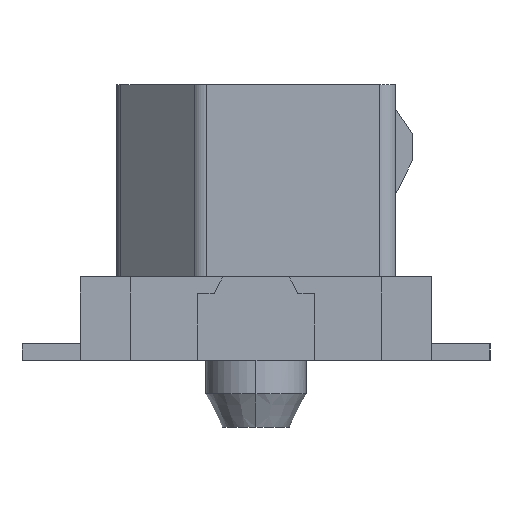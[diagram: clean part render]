
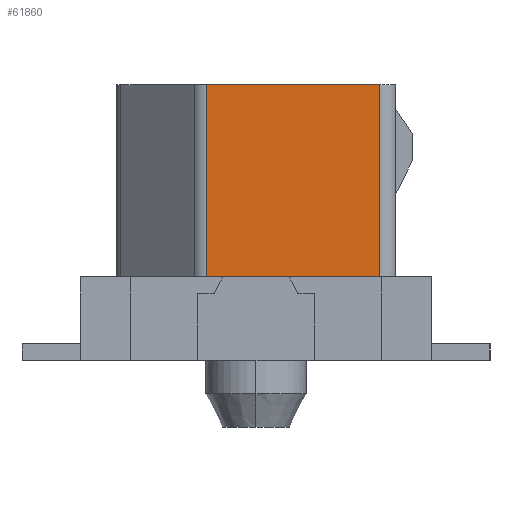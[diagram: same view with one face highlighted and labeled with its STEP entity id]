
A CAD part, left-side view. The second image highlights one B-rep face of the part: STEP entity #61860.
In plain terms, the highlighted planar face has unit normal (-1, 0, 0).
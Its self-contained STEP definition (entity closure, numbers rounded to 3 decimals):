
#61470=CARTESIAN_POINT('',(19.202,30.59,-2.415));
#61480=DIRECTION('',(1.,0.,0.));
#61490=DIRECTION('',(0.,0.,-1.));
#61500=AXIS2_PLACEMENT_3D('',#61470,#61480,#61490);
#61510=PLANE('',#61500);
#61520=CARTESIAN_POINT('',(19.202,0.,-2.3));
#61530=DIRECTION('',(0.,-1.,0.));
#61540=VECTOR('',#61530,1.);
#61550=LINE('',#61520,#61540);
#61560=CARTESIAN_POINT('',(19.202,32.76,-2.3));
#61570=VERTEX_POINT('',#61560);
#61580=CARTESIAN_POINT('',(19.202,30.693,-2.3));
#61590=VERTEX_POINT('',#61580);
#61600=EDGE_CURVE('',#61570,#61590,#61550,.T.);
#61610=ORIENTED_EDGE('',*,*,#61600,.T.);
#61620=CARTESIAN_POINT('',(19.202,32.76,-2.415));
#61630=DIRECTION('',(0.,0.,1.));
#61640=VECTOR('',#61630,1.);
#61650=LINE('',#61620,#61640);
#61660=CARTESIAN_POINT('',(19.202,32.76,0.));
#61670=VERTEX_POINT('',#61660);
#61680=EDGE_CURVE('',#61570,#61670,#61650,.T.);
#61690=ORIENTED_EDGE('',*,*,#61680,.F.);
#61700=CARTESIAN_POINT('',(19.202,0.,0.));
#61710=DIRECTION('',(0.,-1.,0.));
#61720=VECTOR('',#61710,1.);
#61730=LINE('',#61700,#61720);
#61740=CARTESIAN_POINT('',(19.202,30.693,0.));
#61750=VERTEX_POINT('',#61740);
#61760=EDGE_CURVE('',#61670,#61750,#61730,.T.);
#61770=ORIENTED_EDGE('',*,*,#61760,.F.);
#61780=CARTESIAN_POINT('',(19.202,30.693,0.115));
#61790=DIRECTION('',(0.,0.,-1.));
#61800=VECTOR('',#61790,1.);
#61810=LINE('',#61780,#61800);
#61820=EDGE_CURVE('',#61750,#61590,#61810,.T.);
#61830=ORIENTED_EDGE('',*,*,#61820,.F.);
#61840=EDGE_LOOP('',(#61830,#61770,#61690,#61610));
#61850=FACE_OUTER_BOUND('',#61840,.T.);
#61860=ADVANCED_FACE('',(#61850),#61510,.F.);
